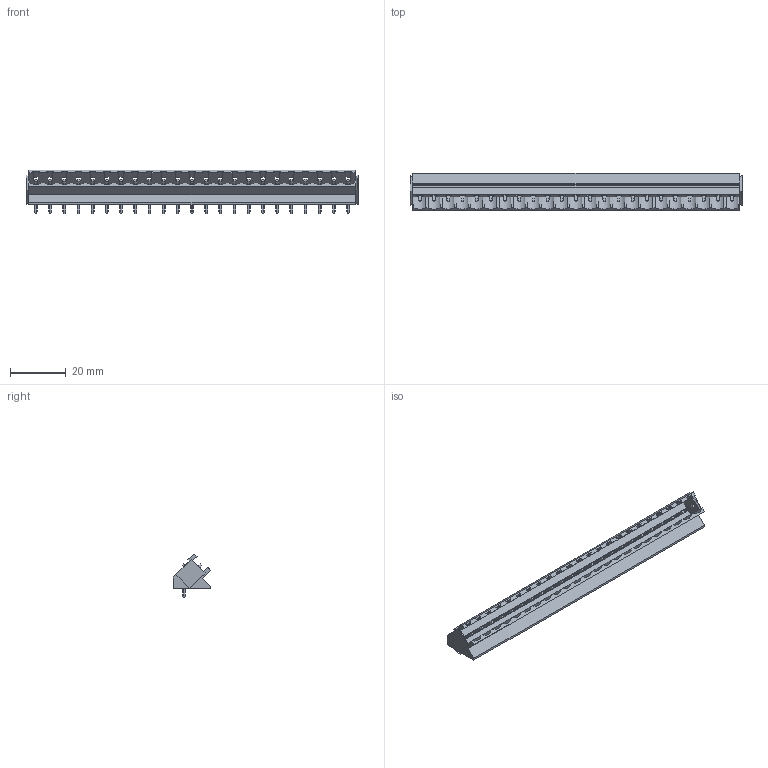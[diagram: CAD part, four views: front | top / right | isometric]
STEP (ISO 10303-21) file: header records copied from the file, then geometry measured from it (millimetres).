
FILE_DESCRIPTION(('CATIA V5 STEP Exchange','CAx-IF Rec.Pracs.--- Model Styling and Organization---1.2---2011-12-15'),'2;1');
FILE_NAME ('D1453253_0_1605740000_1605740000.stp','2018-10-10T04:21:07+00:00',('none'),('Weidmueller'),'CATIA Version 5-6 Release 2014','CATIA V5 STEP AP214','none');
FILE_SCHEMA(('AUTOMOTIVE_DESIGN { 1 0 10303 214 1 1 1 1 }'));
Length unit declared in the file: millimetre
Products named in the file (1): 1605740000
Bounding box: 118.84 x 13.3 x 15.67 mm (x, y, z)
Volume: 7237.4 mm3; surface area: 9639.9 mm2
Topology: 24 solids, 24 shells, 1168 faces, 3220 edges, 2054 vertices
Faces by surface type: plane 775, cylinder 393
Entity records: 41152 total; most frequent: CARTESIAN_POINT 14133, ORIENTED_EDGE 6440, DIRECTION 4192, EDGE_CURVE 3220, VECTOR 2434, LINE 2434, VERTEX_POINT 2054, EDGE_LOOP 1214
